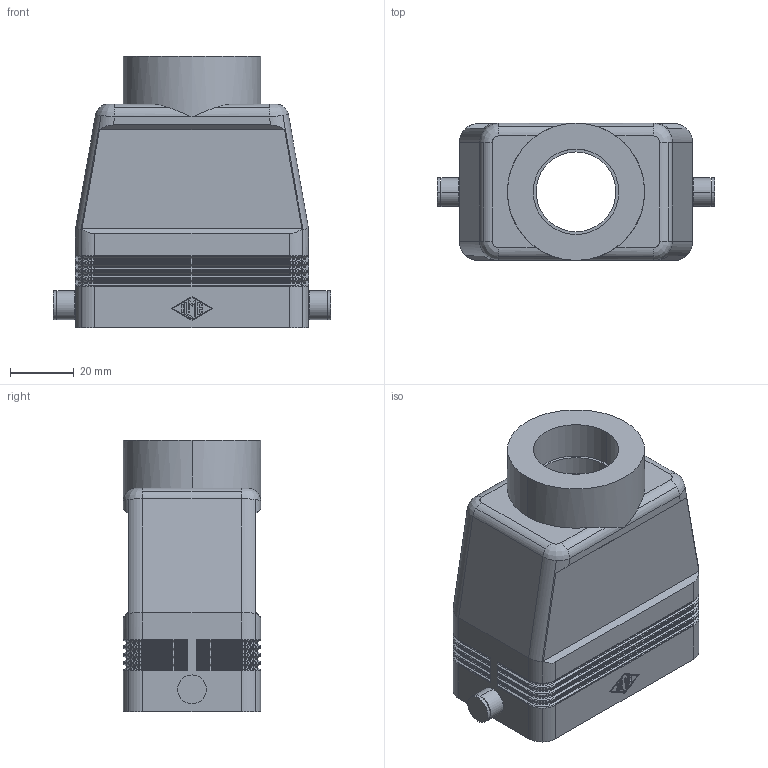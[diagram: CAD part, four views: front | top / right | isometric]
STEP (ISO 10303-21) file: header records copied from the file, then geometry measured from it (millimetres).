
FILE_DESCRIPTION((''),'2;1');
FILE_NAME('CMAV 03 L21.stp','2006-12-22T10:41:49',('gembarski'),(''),'Autodesk Inventor 7','Autodesk Inventor 7','');
FILE_SCHEMA(('AUTOMOTIVE_DESIGN { 1 0 10303 214 1 1 1 1 }'));
Length unit declared in the file: millimetre
Products named in the file (1): CMAV 03 L21
Bounding box: 87 x 43 x 85 mm (x, y, z)
Volume: 66036.7 mm3; surface area: 41168.1 mm2
Topology: 1 solids, 1 shells, 643 faces, 1569 edges, 944 vertices
Faces by surface type: cylinder 312, bspline 154, plane 129, torus 32, cone 16
Entity records: 21144 total; most frequent: CARTESIAN_POINT 6035, DIRECTION 3295, ORIENTED_EDGE 3130, EDGE_CURVE 1565, AXIS2_PLACEMENT_3D 1248, VERTEX_POINT 944, VECTOR 799, LINE 799
